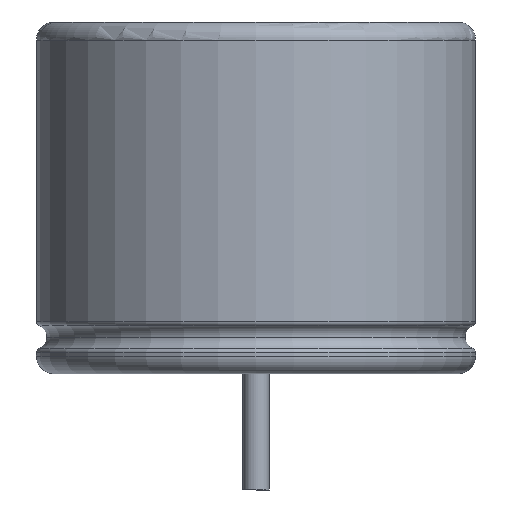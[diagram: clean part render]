
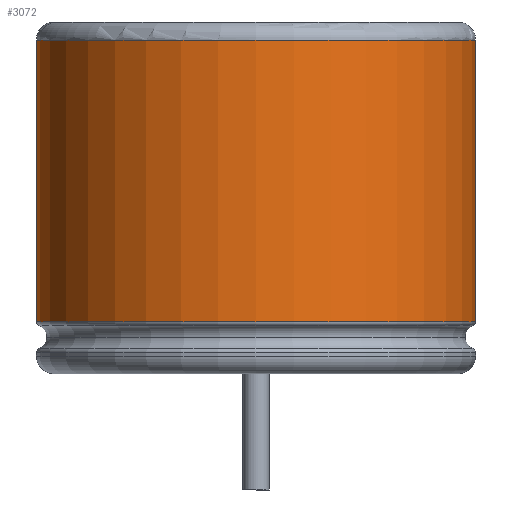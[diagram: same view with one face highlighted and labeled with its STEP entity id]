
A CAD part, left-side view. The second image highlights one B-rep face of the part: STEP entity #3072.
In plain terms, the highlighted cylindrical face has radius 5 mm (diameter 10 mm), a partial arc.
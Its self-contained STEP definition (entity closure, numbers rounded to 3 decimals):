
#88 = DIRECTION ( 'NONE',  ( 0., 1., 0. ) ) ;
#157 = CARTESIAN_POINT ( 'NONE',  ( 0., 5., 7.6 ) ) ;
#337 = VERTEX_POINT ( 'NONE', #1696 ) ;
#484 = DIRECTION ( 'NONE',  ( 0., 0., -1. ) ) ;
#566 = CARTESIAN_POINT ( 'NONE',  ( 0., -5., -18.163 ) ) ;
#653 = VECTOR ( 'NONE', #2173, 1000. ) ;
#980 = CARTESIAN_POINT ( 'NONE',  ( 0., 5., -18.163 ) ) ;
#1046 = ORIENTED_EDGE ( 'NONE', *, *, #3524, .F. ) ;
#1102 = DIRECTION ( 'NONE',  ( 0., 1., 0. ) ) ;
#1333 = DIRECTION ( 'NONE',  ( 0., 0., -1. ) ) ;
#1540 = FACE_OUTER_BOUND ( 'NONE', #3925, .T. ) ;
#1582 = AXIS2_PLACEMENT_3D ( 'NONE', #3513, #3832, #1102 ) ;
#1696 = CARTESIAN_POINT ( 'NONE',  ( 0., 5., 1.185 ) ) ;
#1952 = VERTEX_POINT ( 'NONE', #3560 ) ;
#1967 = CARTESIAN_POINT ( 'NONE',  ( 0., 0., 1.185 ) ) ;
#2005 = ORIENTED_EDGE ( 'NONE', *, *, #3278, .T. ) ;
#2006 = CARTESIAN_POINT ( 'NONE',  ( 0., 0., -18.163 ) ) ;
#2052 = VERTEX_POINT ( 'NONE', #157 ) ;
#2084 = CARTESIAN_POINT ( 'NONE',  ( 0., -5., 7.6 ) ) ;
#2096 = LINE ( 'NONE', #566, #2749 ) ;
#2148 = CIRCLE ( 'NONE', #1582, 5. ) ;
#2173 = DIRECTION ( 'NONE',  ( 0., 0., -1. ) ) ;
#2206 = LINE ( 'NONE', #980, #653 ) ;
#2250 = CIRCLE ( 'NONE', #3802, 5. ) ;
#2538 = VERTEX_POINT ( 'NONE', #2084 ) ;
#2690 = EDGE_CURVE ( 'NONE', #2052, #337, #2206, .T. ) ;
#2749 = VECTOR ( 'NONE', #3955, 1000. ) ;
#2939 = AXIS2_PLACEMENT_3D ( 'NONE', #2006, #484, #3228 ) ;
#3072 = ADVANCED_FACE ( 'NONE', ( #1540 ), #3507, .T. ) ;
#3181 = EDGE_CURVE ( 'NONE', #2538, #1952, #2096, .T. ) ;
#3228 = DIRECTION ( 'NONE',  ( 0., 1., 0. ) ) ;
#3252 = ORIENTED_EDGE ( 'NONE', *, *, #2690, .T. ) ;
#3278 = EDGE_CURVE ( 'NONE', #2538, #2052, #2148, .T. ) ;
#3507 = CYLINDRICAL_SURFACE ( 'NONE', #2939, 5. ) ;
#3513 = CARTESIAN_POINT ( 'NONE',  ( 0., 0., 7.6 ) ) ;
#3524 = EDGE_CURVE ( 'NONE', #1952, #337, #2250, .T. ) ;
#3560 = CARTESIAN_POINT ( 'NONE',  ( 0., -5., 1.185 ) ) ;
#3802 = AXIS2_PLACEMENT_3D ( 'NONE', #1967, #1333, #88 ) ;
#3832 = DIRECTION ( 'NONE',  ( 0., 0., -1. ) ) ;
#3885 = ORIENTED_EDGE ( 'NONE', *, *, #3181, .F. ) ;
#3925 = EDGE_LOOP ( 'NONE', ( #3885, #2005, #3252, #1046 ) ) ;
#3955 = DIRECTION ( 'NONE',  ( 0., 0., -1. ) ) ;
